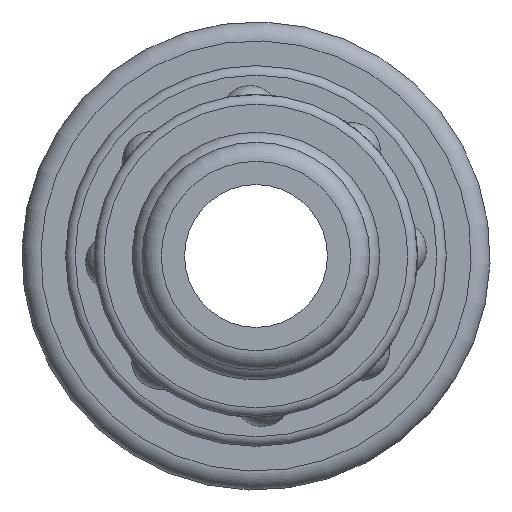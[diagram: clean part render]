
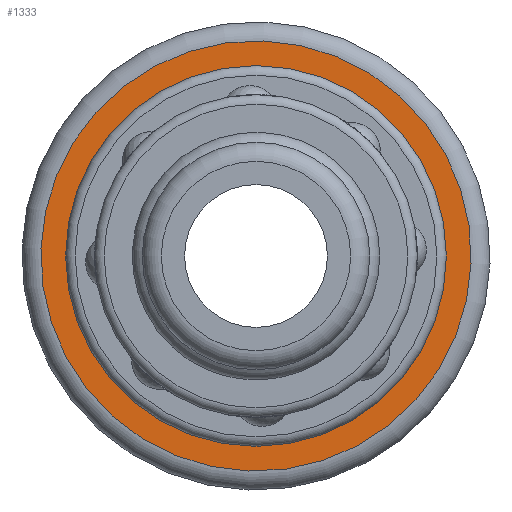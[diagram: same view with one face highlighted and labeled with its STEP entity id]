
A CAD part, left-side view. The second image highlights one B-rep face of the part: STEP entity #1333.
In plain terms, the highlighted planar face has unit normal (-1, 0, 0).
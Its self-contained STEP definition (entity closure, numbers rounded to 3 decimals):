
#91=FACE_BOUND('',#222,.T.);
#113=PLANE('',#1440);
#135=FACE_OUTER_BOUND('',#221,.T.);
#221=EDGE_LOOP('',(#853));
#222=EDGE_LOOP('',(#854,#855,#856,#857,#858,#859,#860,#861,#862,#863,#864,
#865));
#326=LINE('',#2089,#372);
#327=LINE('',#2093,#373);
#328=LINE('',#2097,#374);
#329=LINE('',#2101,#375);
#330=LINE('',#2105,#376);
#331=LINE('',#2108,#377);
#372=VECTOR('',#1651,10.);
#373=VECTOR('',#1654,10.);
#374=VECTOR('',#1657,10.);
#375=VECTOR('',#1660,10.);
#376=VECTOR('',#1663,10.);
#377=VECTOR('',#1666,10.);
#421=CIRCLE('',#1441,11.301);
#422=CIRCLE('',#1442,8.3);
#423=CIRCLE('',#1443,8.3);
#424=CIRCLE('',#1444,8.3);
#425=CIRCLE('',#1445,8.3);
#426=CIRCLE('',#1446,8.3);
#427=CIRCLE('',#1447,8.3);
#532=VERTEX_POINT('',#2083);
#533=VERTEX_POINT('',#2085);
#534=VERTEX_POINT('',#2086);
#535=VERTEX_POINT('',#2088);
#536=VERTEX_POINT('',#2090);
#537=VERTEX_POINT('',#2092);
#538=VERTEX_POINT('',#2094);
#539=VERTEX_POINT('',#2096);
#540=VERTEX_POINT('',#2098);
#541=VERTEX_POINT('',#2100);
#542=VERTEX_POINT('',#2102);
#543=VERTEX_POINT('',#2104);
#544=VERTEX_POINT('',#2106);
#661=EDGE_CURVE('',#532,#532,#421,.T.);
#662=EDGE_CURVE('',#533,#534,#422,.T.);
#663=EDGE_CURVE('',#533,#535,#326,.T.);
#664=EDGE_CURVE('',#536,#535,#423,.T.);
#665=EDGE_CURVE('',#536,#537,#327,.T.);
#666=EDGE_CURVE('',#538,#537,#424,.T.);
#667=EDGE_CURVE('',#538,#539,#328,.T.);
#668=EDGE_CURVE('',#540,#539,#425,.T.);
#669=EDGE_CURVE('',#540,#541,#329,.T.);
#670=EDGE_CURVE('',#542,#541,#426,.T.);
#671=EDGE_CURVE('',#542,#543,#330,.T.);
#672=EDGE_CURVE('',#544,#543,#427,.T.);
#673=EDGE_CURVE('',#544,#534,#331,.T.);
#853=ORIENTED_EDGE('',*,*,#661,.F.);
#854=ORIENTED_EDGE('',*,*,#662,.F.);
#855=ORIENTED_EDGE('',*,*,#663,.T.);
#856=ORIENTED_EDGE('',*,*,#664,.F.);
#857=ORIENTED_EDGE('',*,*,#665,.T.);
#858=ORIENTED_EDGE('',*,*,#666,.F.);
#859=ORIENTED_EDGE('',*,*,#667,.T.);
#860=ORIENTED_EDGE('',*,*,#668,.F.);
#861=ORIENTED_EDGE('',*,*,#669,.T.);
#862=ORIENTED_EDGE('',*,*,#670,.F.);
#863=ORIENTED_EDGE('',*,*,#671,.T.);
#864=ORIENTED_EDGE('',*,*,#672,.F.);
#865=ORIENTED_EDGE('',*,*,#673,.T.);
#1333=ADVANCED_FACE('',(#135,#91),#113,.T.);
#1440=AXIS2_PLACEMENT_3D('',#2082,#1645,#1646);
#1441=AXIS2_PLACEMENT_3D('',#2084,#1647,#1648);
#1442=AXIS2_PLACEMENT_3D('',#2087,#1649,#1650);
#1443=AXIS2_PLACEMENT_3D('',#2091,#1652,#1653);
#1444=AXIS2_PLACEMENT_3D('',#2095,#1655,#1656);
#1445=AXIS2_PLACEMENT_3D('',#2099,#1658,#1659);
#1446=AXIS2_PLACEMENT_3D('',#2103,#1661,#1662);
#1447=AXIS2_PLACEMENT_3D('',#2107,#1664,#1665);
#1645=DIRECTION('center_axis',(-1.,0.,0.));
#1646=DIRECTION('ref_axis',(0.,-0.034,0.999));
#1647=DIRECTION('center_axis',(1.,0.,0.));
#1648=DIRECTION('ref_axis',(0.,-0.034,0.999));
#1649=DIRECTION('center_axis',(-1.,0.,0.));
#1650=DIRECTION('ref_axis',(0.,0.638,0.77));
#1651=DIRECTION('',(0.,-0.77,0.638));
#1652=DIRECTION('center_axis',(-1.,0.,0.));
#1653=DIRECTION('ref_axis',(0.,0.638,0.77));
#1654=DIRECTION('',(0.,-0.938,-0.348));
#1655=DIRECTION('center_axis',(-1.,0.,0.));
#1656=DIRECTION('ref_axis',(0.,0.638,0.77));
#1657=DIRECTION('',(0.,-0.168,-0.986));
#1658=DIRECTION('center_axis',(-1.,0.,0.));
#1659=DIRECTION('ref_axis',(0.,0.638,0.77));
#1660=DIRECTION('',(0.,0.77,-0.638));
#1661=DIRECTION('center_axis',(-1.,0.,0.));
#1662=DIRECTION('ref_axis',(0.,0.638,0.77));
#1663=DIRECTION('',(0.,0.938,0.348));
#1664=DIRECTION('center_axis',(-1.,0.,0.));
#1665=DIRECTION('ref_axis',(0.,0.638,0.77));
#1666=DIRECTION('',(0.,0.168,0.986));
#2082=CARTESIAN_POINT('Origin',(42.4,0.,0.));
#2083=CARTESIAN_POINT('',(42.4,0.383,-11.295));
#2084=CARTESIAN_POINT('Origin',(42.4,0.,0.));
#2085=CARTESIAN_POINT('',(42.4,6.808,4.747));
#2086=CARTESIAN_POINT('',(42.4,8.258,0.837));
#2087=CARTESIAN_POINT('Origin',(42.4,0.,
0.));
#2088=CARTESIAN_POINT('',(42.4,3.404,7.57));
#2089=CARTESIAN_POINT('',(42.4,6.523,4.984));
#2090=CARTESIAN_POINT('',(42.4,-0.707,8.27));
#2091=CARTESIAN_POINT('Origin',(42.4,0.,
0.));
#2092=CARTESIAN_POINT('',(42.4,-4.854,6.733));
#2093=CARTESIAN_POINT('',(42.4,-3.,7.42));
#2094=CARTESIAN_POINT('',(42.4,-7.515,3.523));
#2095=CARTESIAN_POINT('Origin',(42.4,0.,
0.));
#2096=CARTESIAN_POINT('',(42.4,-8.258,-0.837));
#2097=CARTESIAN_POINT('',(42.4,-8.622,-2.979));
#2098=CARTESIAN_POINT('',(42.4,-6.808,-4.747));
#2099=CARTESIAN_POINT('Origin',(42.4,0.,
0.));
#2100=CARTESIAN_POINT('',(42.4,-3.404,-7.57));
#2101=CARTESIAN_POINT('',(42.4,-0.134,-10.281));
#2102=CARTESIAN_POINT('',(42.4,0.707,-8.27));
#2103=CARTESIAN_POINT('Origin',(42.4,0.,
0.));
#2104=CARTESIAN_POINT('',(42.4,4.854,-6.733));
#2105=CARTESIAN_POINT('',(42.4,6.891,-5.977));
#2106=CARTESIAN_POINT('',(42.4,7.515,-3.523));
#2107=CARTESIAN_POINT('Origin',(42.4,0.,
0.));
#2108=CARTESIAN_POINT('',(42.4,7.926,-1.112));
